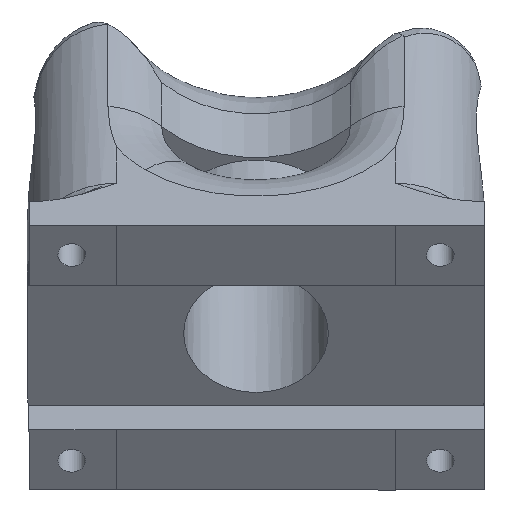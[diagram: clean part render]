
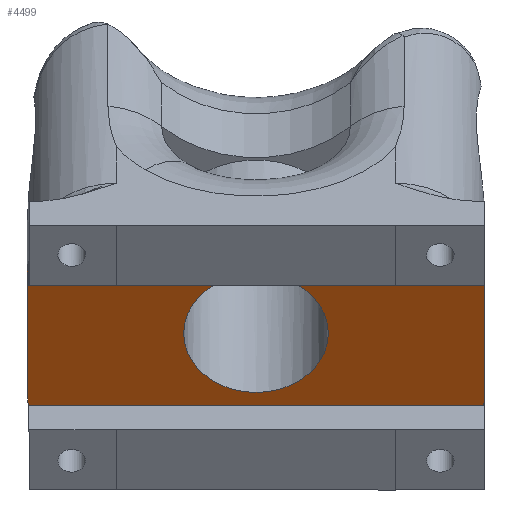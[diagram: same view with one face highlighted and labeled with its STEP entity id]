
A CAD part, isometric view. The second image highlights one B-rep face of the part: STEP entity #4499.
In plain terms, the highlighted planar face has unit normal (-0.707, -0.707, 0).
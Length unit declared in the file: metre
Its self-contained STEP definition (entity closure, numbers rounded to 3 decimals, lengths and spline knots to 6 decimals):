
#3 = ORIENTED_EDGE ( 'NONE', *, *, #3819, .F. ) ;
#53 = CARTESIAN_POINT ( 'NONE',  ( -0.011484, 0.004609, 0.025983 ) ) ;
#107 = CARTESIAN_POINT ( 'NONE',  ( -0.023753, 0.016877, 0.016108 ) ) ;
#118 = CARTESIAN_POINT ( 'NONE',  ( 0.012243, -0.019118, 0.016108 ) ) ;
#161 = DIRECTION ( 'NONE',  ( 0.707, -0.707, 0. ) ) ;
#291 = VERTEX_POINT ( 'NONE', #4820 ) ;
#340 = DIRECTION ( 'NONE',  ( -0.707, -0.707, 0. ) ) ;
#384 = ORIENTED_EDGE ( 'NONE', *, *, #3657, .T. ) ;
#387 = AXIS2_PLACEMENT_3D ( 'NONE', #1126, #6339, #161 ) ;
#406 = LINE ( 'NONE', #840, #1158 ) ;
#556 = CARTESIAN_POINT ( 'NONE',  ( 0.012243, -0.019118, 0.035858 ) ) ;
#572 = AXIS2_PLACEMENT_3D ( 'NONE', #5056, #340, #2391 ) ;
#606 = VECTOR ( 'NONE', #3901, 1. ) ;
#646 = EDGE_CURVE ( 'NONE', #5523, #728, #2198, .T. ) ;
#650 = DIRECTION ( 'NONE',  ( 0.707, -0.707, 0. ) ) ;
#682 = CIRCLE ( 'NONE', #572, 0.01 ) ;
#728 = VERTEX_POINT ( 'NONE', #107 ) ;
#784 = DIRECTION ( 'NONE',  ( 0.707, -0.707, 0. ) ) ;
#840 = CARTESIAN_POINT ( 'NONE',  ( -0.014602, 0.007727, 0.035858 ) ) ;
#897 = CIRCLE ( 'NONE', #2073, 0.008102 ) ;
#931 = ORIENTED_EDGE ( 'NONE', *, *, #646, .F. ) ;
#1126 = CARTESIAN_POINT ( 'NONE',  ( 0.005284, -0.012159, 0.017883 ) ) ;
#1158 = VECTOR ( 'NONE', #2892, 1. ) ;
#1188 = DIRECTION ( 'NONE',  ( -0.707, -0.707, 0. ) ) ;
#1240 = VERTEX_POINT ( 'NONE', #53 ) ;
#1548 = EDGE_CURVE ( 'NONE', #1240, #3368, #5447, .T. ) ;
#1562 = CARTESIAN_POINT ( 'NONE',  ( -0.023865, 0.01699, 0.025983 ) ) ;
#1675 = CARTESIAN_POINT ( 'NONE',  ( 0.012355, -0.01923, 0.034083 ) ) ;
#1744 = PLANE ( 'NONE',  #2743 ) ;
#1772 = ORIENTED_EDGE ( 'NONE', *, *, #4543, .T. ) ;
#1856 = DIRECTION ( 'NONE',  ( 0., 0., 1. ) ) ;
#1889 = CARTESIAN_POINT ( 'NONE',  ( -0.023865, 0.01699, 0.034083 ) ) ;
#1933 = EDGE_CURVE ( 'NONE', #2040, #2776, #6187, .T. ) ;
#2040 = VERTEX_POINT ( 'NONE', #1889 ) ;
#2073 = AXIS2_PLACEMENT_3D ( 'NONE', #3843, #4303, #3221 ) ;
#2198 = LINE ( 'NONE', #5379, #606 ) ;
#2293 = DIRECTION ( 'NONE',  ( -0.707, -0.707, 0. ) ) ;
#2310 = FACE_OUTER_BOUND ( 'NONE', #5332, .T. ) ;
#2391 = DIRECTION ( 'NONE',  ( 0.707, -0.707, 0. ) ) ;
#2484 = CIRCLE ( 'NONE', #5567, 0.01 ) ;
#2502 = CIRCLE ( 'NONE', #6106, 0.01 ) ;
#2640 = ORIENTED_EDGE ( 'NONE', *, *, #1933, .T. ) ;
#2743 = AXIS2_PLACEMENT_3D ( 'NONE', #5707, #3739, #3181 ) ;
#2776 = VERTEX_POINT ( 'NONE', #3379 ) ;
#2778 = DIRECTION ( 'NONE',  ( -0.707, -0.707, 0. ) ) ;
#2786 = VECTOR ( 'NONE', #3591, 1. ) ;
#2797 = CARTESIAN_POINT ( 'NONE',  ( -0.016794, 0.009919, 0.034083 ) ) ;
#2882 = VECTOR ( 'NONE', #1856, 1. ) ;
#2892 = DIRECTION ( 'NONE',  ( -0.707, 0.707, 0. ) ) ;
#3081 = CARTESIAN_POINT ( 'NONE',  ( -0.000026, -0.006849, 0.025983 ) ) ;
#3181 = DIRECTION ( 'NONE',  ( -0.707, 0.707, 0. ) ) ;
#3205 = CARTESIAN_POINT ( 'NONE',  ( -0.005755, -0.00112, 0.025983 ) ) ;
#3221 = DIRECTION ( 'NONE',  ( 0.707, -0.707, 0. ) ) ;
#3282 = CARTESIAN_POINT ( 'NONE',  ( 0.005284, -0.012159, 0.034083 ) ) ;
#3303 = VERTEX_POINT ( 'NONE', #4878 ) ;
#3368 = VERTEX_POINT ( 'NONE', #3081 ) ;
#3379 = CARTESIAN_POINT ( 'NONE',  ( -0.023865, 0.01699, 0.017883 ) ) ;
#3591 = DIRECTION ( 'NONE',  ( 0., 0., -1. ) ) ;
#3657 = EDGE_CURVE ( 'NONE', #2776, #728, #682, .T. ) ;
#3730 = VERTEX_POINT ( 'NONE', #1675 ) ;
#3739 = DIRECTION ( 'NONE',  ( -0.707, -0.707, 0. ) ) ;
#3761 = CARTESIAN_POINT ( 'NONE',  ( 0.012355, -0.01923, 0.025983 ) ) ;
#3819 = EDGE_CURVE ( 'NONE', #3368, #1240, #897, .T. ) ;
#3843 = CARTESIAN_POINT ( 'NONE',  ( -0.005755, -0.00112, 0.025983 ) ) ;
#3901 = DIRECTION ( 'NONE',  ( -0.707, 0.707, 0. ) ) ;
#4009 = CIRCLE ( 'NONE', #387, 0.01 ) ;
#4080 = VERTEX_POINT ( 'NONE', #556 ) ;
#4147 = ORIENTED_EDGE ( 'NONE', *, *, #5497, .T. ) ;
#4303 = DIRECTION ( 'NONE',  ( -0.707, -0.707, 0. ) ) ;
#4499 = ADVANCED_FACE ( 'NONE', ( #5212, #2310 ), #1744, .T. ) ;
#4543 = EDGE_CURVE ( 'NONE', #5523, #291, #4009, .T. ) ;
#4608 = ORIENTED_EDGE ( 'NONE', *, *, #5867, .T. ) ;
#4770 = ORIENTED_EDGE ( 'NONE', *, *, #1548, .F. ) ;
#4820 = CARTESIAN_POINT ( 'NONE',  ( 0.012355, -0.01923, 0.017883 ) ) ;
#4878 = CARTESIAN_POINT ( 'NONE',  ( -0.023753, 0.016877, 0.035858 ) ) ;
#5001 = EDGE_CURVE ( 'NONE', #3303, #2040, #2484, .T. ) ;
#5056 = CARTESIAN_POINT ( 'NONE',  ( -0.016794, 0.009919, 0.017883 ) ) ;
#5212 = FACE_BOUND ( 'NONE', #6366, .T. ) ;
#5266 = LINE ( 'NONE', #3761, #2882 ) ;
#5332 = EDGE_LOOP ( 'NONE', ( #2640, #384, #931, #1772, #4608, #6029, #4147, #5490 ) ) ;
#5379 = CARTESIAN_POINT ( 'NONE',  ( -0.014602, 0.007727, 0.016108 ) ) ;
#5447 = CIRCLE ( 'NONE', #6181, 0.008102 ) ;
#5490 = ORIENTED_EDGE ( 'NONE', *, *, #5001, .T. ) ;
#5497 = EDGE_CURVE ( 'NONE', #4080, #3303, #406, .T. ) ;
#5509 = DIRECTION ( 'NONE',  ( 0.707, -0.707, 0. ) ) ;
#5523 = VERTEX_POINT ( 'NONE', #118 ) ;
#5567 = AXIS2_PLACEMENT_3D ( 'NONE', #2797, #2293, #784 ) ;
#5707 = CARTESIAN_POINT ( 'NONE',  ( -0.014602, 0.007727, 0.025983 ) ) ;
#5867 = EDGE_CURVE ( 'NONE', #291, #3730, #5266, .T. ) ;
#6029 = ORIENTED_EDGE ( 'NONE', *, *, #6559, .T. ) ;
#6106 = AXIS2_PLACEMENT_3D ( 'NONE', #3282, #2778, #5509 ) ;
#6181 = AXIS2_PLACEMENT_3D ( 'NONE', #3205, #1188, #650 ) ;
#6187 = LINE ( 'NONE', #1562, #2786 ) ;
#6339 = DIRECTION ( 'NONE',  ( -0.707, -0.707, 0. ) ) ;
#6366 = EDGE_LOOP ( 'NONE', ( #4770, #3 ) ) ;
#6559 = EDGE_CURVE ( 'NONE', #3730, #4080, #2502, .T. ) ;
